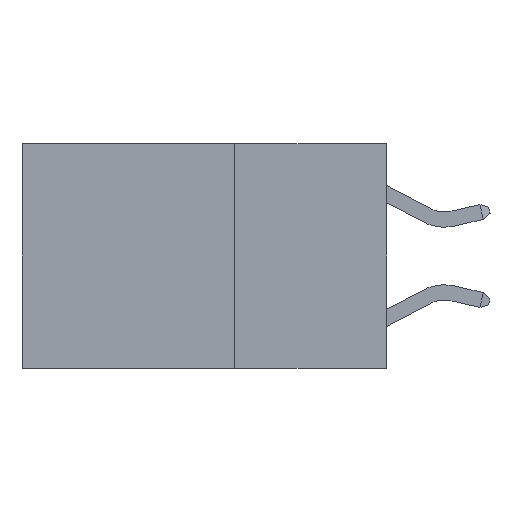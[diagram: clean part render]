
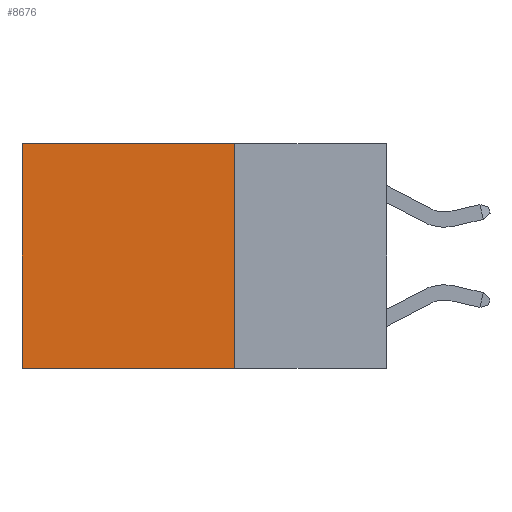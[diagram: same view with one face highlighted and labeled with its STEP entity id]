
A CAD part, left-side view. The second image highlights one B-rep face of the part: STEP entity #8676.
In plain terms, the highlighted planar face has unit normal (-1, 0, 0).
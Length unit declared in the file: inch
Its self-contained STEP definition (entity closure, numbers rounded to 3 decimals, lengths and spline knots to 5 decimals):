
#384 = EDGE_CURVE ( 'NONE', #18889, #7020, #10151, .T. ) ;
#1718 = DIRECTION ( 'NONE',  ( 0., 0., -1. ) ) ;
#2055 = DIRECTION ( 'NONE',  ( 1., 0., 0. ) ) ;
#2546 = VECTOR ( 'NONE', #19471, 39.37008 ) ;
#2934 = CARTESIAN_POINT ( 'NONE',  ( 0.2625, 0.6, 0. ) ) ;
#3110 = VECTOR ( 'NONE', #21808, 39.37008 ) ;
#3238 = CARTESIAN_POINT ( 'NONE',  ( 0.2625, 0.25, 0. ) ) ;
#3499 = ORIENTED_EDGE ( 'NONE', *, *, #4529, .F. ) ;
#4033 = PLANE ( 'NONE',  #18825 ) ;
#4529 = EDGE_CURVE ( 'NONE', #7020, #12832, #10229, .T. ) ;
#4752 = CARTESIAN_POINT ( 'NONE',  ( 0.2625, 0.25, -0.37 ) ) ;
#5985 = LINE ( 'NONE', #3238, #14375 ) ;
#7020 = VERTEX_POINT ( 'NONE', #4752 ) ;
#8676 = ADVANCED_FACE ( 'NONE', ( #21363 ), #4033, .F. ) ;
#10151 = LINE ( 'NONE', #12816, #21229 ) ;
#10229 = LINE ( 'NONE', #23457, #2546 ) ;
#12034 = ORIENTED_EDGE ( 'NONE', *, *, #28477, .T. ) ;
#12816 = CARTESIAN_POINT ( 'NONE',  ( 0.2625, 0.25, 0. ) ) ;
#12832 = VERTEX_POINT ( 'NONE', #28541 ) ;
#13177 = DIRECTION ( 'NONE',  ( 0., 0., -1. ) ) ;
#13979 = CARTESIAN_POINT ( 'NONE',  ( 0.2625, 0.25, 0. ) ) ;
#14375 = VECTOR ( 'NONE', #23333, 39.37008 ) ;
#18825 = AXIS2_PLACEMENT_3D ( 'NONE', #22066, #2055, #13177 ) ;
#18889 = VERTEX_POINT ( 'NONE', #13979 ) ;
#19471 = DIRECTION ( 'NONE',  ( 0., 1., 0. ) ) ;
#21229 = VECTOR ( 'NONE', #1718, 39.37008 ) ;
#21363 = FACE_OUTER_BOUND ( 'NONE', #22184, .T. ) ;
#21808 = DIRECTION ( 'NONE',  ( 0., 0., -1. ) ) ;
#21989 = CARTESIAN_POINT ( 'NONE',  ( 0.2625, 0.6, 0. ) ) ;
#22066 = CARTESIAN_POINT ( 'NONE',  ( 0.2625, 0.25, 0. ) ) ;
#22184 = EDGE_LOOP ( 'NONE', ( #23008, #3499, #26495, #12034 ) ) ;
#22552 = LINE ( 'NONE', #21989, #3110 ) ;
#23008 = ORIENTED_EDGE ( 'NONE', *, *, #24623, .T. ) ;
#23333 = DIRECTION ( 'NONE',  ( 0., 1., 0. ) ) ;
#23457 = CARTESIAN_POINT ( 'NONE',  ( 0.2625, 0.25, -0.37 ) ) ;
#24623 = EDGE_CURVE ( 'NONE', #25785, #12832, #22552, .T. ) ;
#25785 = VERTEX_POINT ( 'NONE', #2934 ) ;
#26495 = ORIENTED_EDGE ( 'NONE', *, *, #384, .F. ) ;
#28477 = EDGE_CURVE ( 'NONE', #18889, #25785, #5985, .T. ) ;
#28541 = CARTESIAN_POINT ( 'NONE',  ( 0.2625, 0.6, -0.37 ) ) ;
